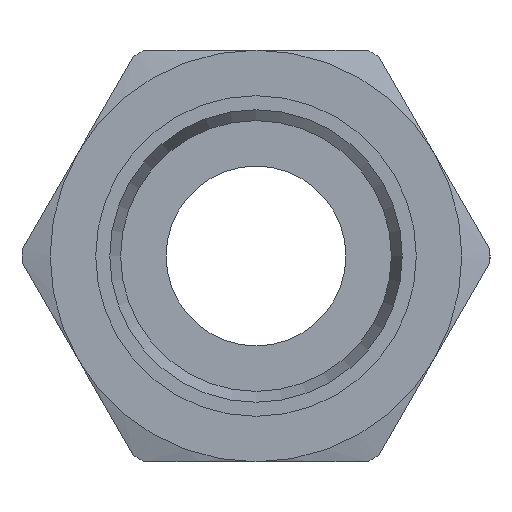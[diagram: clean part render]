
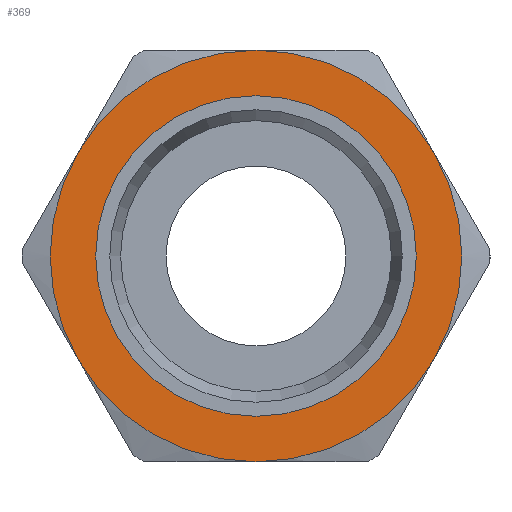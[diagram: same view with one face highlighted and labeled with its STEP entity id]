
A CAD part, front view. The second image highlights one B-rep face of the part: STEP entity #369.
In plain terms, the highlighted planar face has unit normal (0, -1, 0).
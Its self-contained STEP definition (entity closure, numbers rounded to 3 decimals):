
#369 = ADVANCED_FACE( '', ( #758, #759 ), #760, .F. );
#758 = FACE_OUTER_BOUND( '', #2703, .T. );
#759 = FACE_BOUND( '', #2704, .T. );
#760 = PLANE( '', #2705 );
#2703 = EDGE_LOOP( '', ( #6703, #6704, #6705, #6706, #6707, #6708 ) );
#2704 = EDGE_LOOP( '', ( #6709 ) );
#2705 = AXIS2_PLACEMENT_3D( '', #6710, #6711, #6712 );
#6703 = ORIENTED_EDGE( '', *, *, #7273, .T. );
#6704 = ORIENTED_EDGE( '', *, *, #7582, .T. );
#6705 = ORIENTED_EDGE( '', *, *, #7583, .T. );
#6706 = ORIENTED_EDGE( '', *, *, #7416, .T. );
#6707 = ORIENTED_EDGE( '', *, *, #7422, .T. );
#6708 = ORIENTED_EDGE( '', *, *, #7311, .T. );
#6709 = ORIENTED_EDGE( '', *, *, #7535, .F. );
#6710 = CARTESIAN_POINT( '', ( 0., 0., 0. ) );
#6711 = DIRECTION( '', ( 0., 1., 0. ) );
#6712 = DIRECTION( '', ( 0., 0., 1. ) );
#7273 = EDGE_CURVE( '', #7719, #7785, #7787, .T. );
#7311 = EDGE_CURVE( '', #7847, #7719, #7851, .T. );
#7416 = EDGE_CURVE( '', #8027, #8032, #8034, .T. );
#7422 = EDGE_CURVE( '', #8032, #7847, #8042, .T. );
#7535 = EDGE_CURVE( '', #8222, #8222, #8223, .T. );
#7582 = EDGE_CURVE( '', #7785, #7984, #8289, .T. );
#7583 = EDGE_CURVE( '', #7984, #8027, #8290, .T. );
#7719 = VERTEX_POINT( '', #8448 );
#7785 = VERTEX_POINT( '', #8627 );
#7787 = CIRCLE( '', #8632, 9.5 );
#7847 = VERTEX_POINT( '', #8863 );
#7851 = CIRCLE( '', #8870, 9.5 );
#7984 = VERTEX_POINT( '', #9592 );
#8027 = VERTEX_POINT( '', #9688 );
#8032 = VERTEX_POINT( '', #9696 );
#8034 = CIRCLE( '', #9701, 9.5 );
#8042 = CIRCLE( '', #9712, 9.5 );
#8222 = VERTEX_POINT( '', #10382 );
#8223 = CIRCLE( '', #10383, 7.4 );
#8289 = CIRCLE( '', #10538, 9.5 );
#8290 = CIRCLE( '', #10539, 9.5 );
#8448 = CARTESIAN_POINT( '', ( 9.5, 0., 0. ) );
#8627 = CARTESIAN_POINT( '', ( 4.75, 0., 8.227 ) );
#8632 = AXIS2_PLACEMENT_3D( '', #10988, #10989, #10990 );
#8863 = CARTESIAN_POINT( '', ( 4.75, 0., -8.227 ) );
#8870 = AXIS2_PLACEMENT_3D( '', #11023, #11024, #11025 );
#9592 = CARTESIAN_POINT( '', ( -4.75, 0., 8.227 ) );
#9688 = CARTESIAN_POINT( '', ( -9.5, 0., 0. ) );
#9696 = CARTESIAN_POINT( '', ( -4.75, 0., -8.227 ) );
#9701 = AXIS2_PLACEMENT_3D( '', #11094, #11095, #11096 );
#9712 = AXIS2_PLACEMENT_3D( '', #11103, #11104, #11105 );
#10382 = CARTESIAN_POINT( '', ( 0., 0., 7.4 ) );
#10383 = AXIS2_PLACEMENT_3D( '', #11186, #11187, #11188 );
#10538 = AXIS2_PLACEMENT_3D( '', #11238, #11239, #11240 );
#10539 = AXIS2_PLACEMENT_3D( '', #11241, #11242, #11243 );
#10988 = CARTESIAN_POINT( '', ( 0., 0., 0. ) );
#10989 = DIRECTION( '', ( 0., -1., 0. ) );
#10990 = DIRECTION( '', ( 0., 0., -1. ) );
#11023 = CARTESIAN_POINT( '', ( 0., 0., 0. ) );
#11024 = DIRECTION( '', ( 0., -1., 0. ) );
#11025 = DIRECTION( '', ( 0., 0., -1. ) );
#11094 = CARTESIAN_POINT( '', ( 0., 0., 0. ) );
#11095 = DIRECTION( '', ( 0., -1., 0. ) );
#11096 = DIRECTION( '', ( 0., 0., -1. ) );
#11103 = CARTESIAN_POINT( '', ( 0., 0., 0. ) );
#11104 = DIRECTION( '', ( 0., -1., 0. ) );
#11105 = DIRECTION( '', ( 0., 0., -1. ) );
#11186 = CARTESIAN_POINT( '', ( 0., 0., 0. ) );
#11187 = DIRECTION( '', ( 0., -1., 0. ) );
#11188 = DIRECTION( '', ( 0., 0., 1. ) );
#11238 = CARTESIAN_POINT( '', ( 0., 0., 0. ) );
#11239 = DIRECTION( '', ( 0., -1., 0. ) );
#11240 = DIRECTION( '', ( 0., 0., -1. ) );
#11241 = CARTESIAN_POINT( '', ( 0., 0., 0. ) );
#11242 = DIRECTION( '', ( 0., -1., 0. ) );
#11243 = DIRECTION( '', ( 0., 0., -1. ) );
